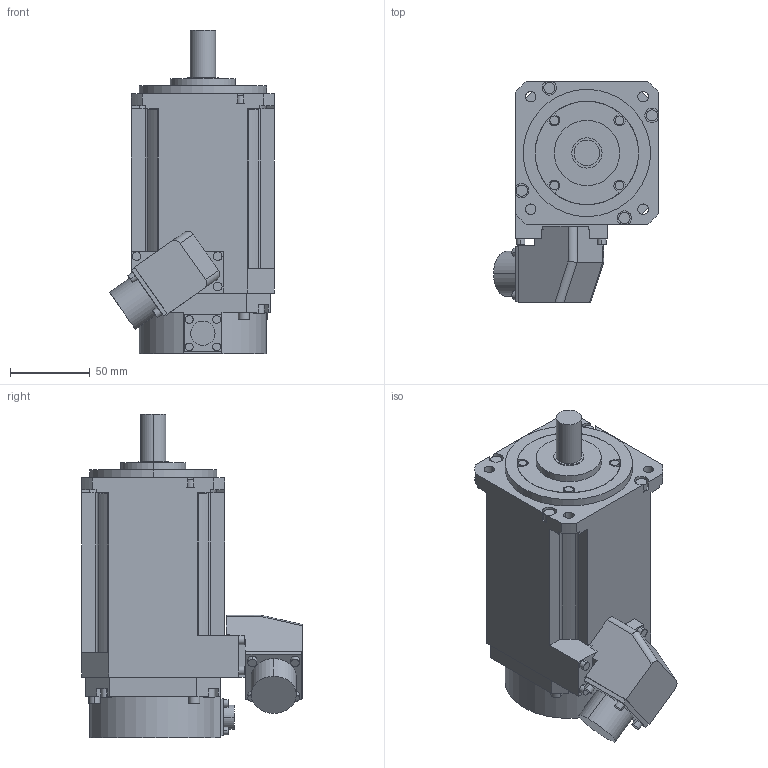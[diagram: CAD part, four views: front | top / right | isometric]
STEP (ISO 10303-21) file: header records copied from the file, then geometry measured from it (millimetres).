
FILE_DESCRIPTION((''),'2;1');
FILE_NAME('HF-JP103_B_IF0001','2010-04-01T',('QG77621'),(''),'PRO/ENGINEER BY PARAMETRIC TECHNOLOGY CORPORATION, 2006510','PRO/ENGINEER BY PARAMETRIC TECHNOLOGY CORPORATION, 2006510','');
FILE_SCHEMA(('CONFIG_CONTROL_DESIGN'));
Length unit declared in the file: millimetre
Products named in the file (1): HF-JP103_B_IF0001
Bounding box: 103.68 x 138.8 x 203.5 mm (x, y, z)
Volume: 1242798.2 mm3; surface area: 88775.7 mm2
Topology: 1 solids, 1 shells, 264 faces, 663 edges, 438 vertices
Faces by surface type: plane 149, cylinder 115
Entity records: 8082 total; most frequent: CARTESIAN_POINT 1442, DIRECTION 1435, ORIENTED_EDGE 1326, EDGE_CURVE 663, AXIS2_PLACEMENT_3D 512, VERTEX_POINT 438, VECTOR 411, LINE 411
